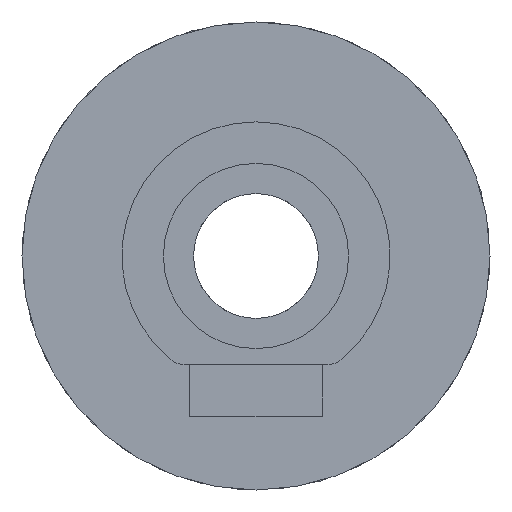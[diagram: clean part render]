
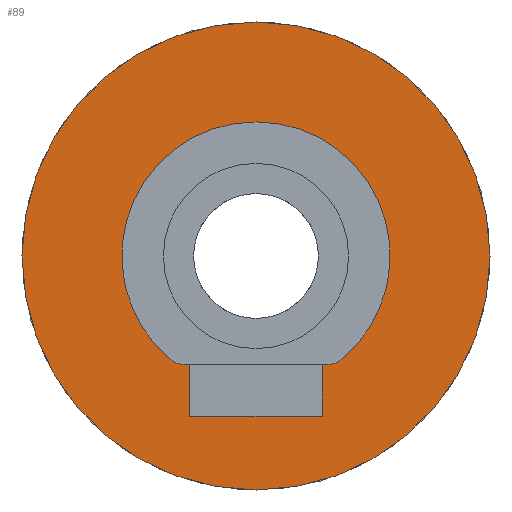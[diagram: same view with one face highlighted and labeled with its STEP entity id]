
A CAD part, front view. The second image highlights one B-rep face of the part: STEP entity #89.
In plain terms, the highlighted planar face has unit normal (0, -1, 0).
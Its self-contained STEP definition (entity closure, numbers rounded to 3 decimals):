
#20 = VERTEX_POINT ( 'NONE', #1208 ) ;
#27 = VERTEX_POINT ( 'NONE', #255 ) ;
#35 = EDGE_CURVE ( 'NONE', #20, #1302, #817, .T. ) ;
#40 = VERTEX_POINT ( 'NONE', #784 ) ;
#41 = CARTESIAN_POINT ( 'NONE',  ( -6.923, 0., -8.419 ) ) ;
#61 = PLANE ( 'NONE',  #1331 ) ;
#64 = DIRECTION ( 'NONE',  ( 0., -1., 0. ) ) ;
#73 = DIRECTION ( 'NONE',  ( 0., 0., -1. ) ) ;
#89 = ADVANCED_FACE ( 'NONE', ( #961, #1130 ), #61, .F. ) ;
#143 = DIRECTION ( 'NONE',  ( 0., -1., 0. ) ) ;
#154 = EDGE_CURVE ( 'NONE', #785, #619, #755, .T. ) ;
#170 = CARTESIAN_POINT ( 'NONE',  ( 0., 0., 0. ) ) ;
#180 = ORIENTED_EDGE ( 'NONE', *, *, #670, .F. ) ;
#199 = ORIENTED_EDGE ( 'NONE', *, *, #460, .F. ) ;
#209 = CARTESIAN_POINT ( 'NONE',  ( -6.347, 0., -10.419 ) ) ;
#233 = ORIENTED_EDGE ( 'NONE', *, *, #553, .F. ) ;
#239 = CARTESIAN_POINT ( 'NONE',  ( 6.347, 0., -15.419 ) ) ;
#251 = AXIS2_PLACEMENT_3D ( 'NONE', #856, #438, #529 ) ;
#255 = CARTESIAN_POINT ( 'NONE',  ( 0., 0., -22.5 ) ) ;
#257 = VECTOR ( 'NONE', #1248, 1000. ) ;
#262 = VERTEX_POINT ( 'NONE', #301 ) ;
#271 = CIRCLE ( 'NONE', #1370, 2. ) ;
#275 = EDGE_CURVE ( 'NONE', #1302, #785, #466, .T. ) ;
#301 = CARTESIAN_POINT ( 'NONE',  ( -6.347, 0., -10.419 ) ) ;
#328 = DIRECTION ( 'NONE',  ( 0., 0., -1. ) ) ;
#338 = VECTOR ( 'NONE', #695, 1000. ) ;
#342 = EDGE_CURVE ( 'NONE', #1174, #262, #1063, .T. ) ;
#370 = CARTESIAN_POINT ( 'NONE',  ( 6.923, 0., -10.419 ) ) ;
#402 = DIRECTION ( 'NONE',  ( 0., -1., 0. ) ) ;
#405 = ORIENTED_EDGE ( 'NONE', *, *, #1367, .F. ) ;
#434 = VECTOR ( 'NONE', #473, 1000. ) ;
#435 = CARTESIAN_POINT ( 'NONE',  ( -8.193, 0., -9.964 ) ) ;
#438 = DIRECTION ( 'NONE',  ( 0., -1., 0. ) ) ;
#442 = CARTESIAN_POINT ( 'NONE',  ( -6.923, 0., -10.419 ) ) ;
#460 = EDGE_CURVE ( 'NONE', #619, #977, #1009, .T. ) ;
#466 = LINE ( 'NONE', #709, #257 ) ;
#473 = DIRECTION ( 'NONE',  ( 1., 0., 0. ) ) ;
#493 = ORIENTED_EDGE ( 'NONE', *, *, #35, .F. ) ;
#505 = VERTEX_POINT ( 'NONE', #435 ) ;
#529 = DIRECTION ( 'NONE',  ( 0., 0., -1. ) ) ;
#545 = AXIS2_PLACEMENT_3D ( 'NONE', #550, #64, #1334 ) ;
#550 = CARTESIAN_POINT ( 'NONE',  ( 0., 0., 0. ) ) ;
#553 = EDGE_CURVE ( 'NONE', #977, #580, #1199, .T. ) ;
#566 = DIRECTION ( 'NONE',  ( 0., 1., 0. ) ) ;
#572 = CIRCLE ( 'NONE', #1344, 22.5 ) ;
#580 = VERTEX_POINT ( 'NONE', #1287 ) ;
#594 = EDGE_CURVE ( 'NONE', #262, #20, #1217, .T. ) ;
#611 = DIRECTION ( 'NONE',  ( 1., 0., 0. ) ) ;
#617 = ORIENTED_EDGE ( 'NONE', *, *, #1035, .T. ) ;
#619 = VERTEX_POINT ( 'NONE', #370 ) ;
#628 = CIRCLE ( 'NONE', #806, 22.5 ) ;
#669 = ORIENTED_EDGE ( 'NONE', *, *, #926, .T. ) ;
#670 = EDGE_CURVE ( 'NONE', #580, #505, #1310, .T. ) ;
#695 = DIRECTION ( 'NONE',  ( 1., 0., 0. ) ) ;
#709 = CARTESIAN_POINT ( 'NONE',  ( 6.347, 0., 0. ) ) ;
#713 = CARTESIAN_POINT ( 'NONE',  ( 6.347, 0., -10.419 ) ) ;
#750 = CARTESIAN_POINT ( 'NONE',  ( 6.923, 0., -8.419 ) ) ;
#755 = LINE ( 'NONE', #819, #338 ) ;
#756 = DIRECTION ( 'NONE',  ( 0., -1., 0. ) ) ;
#784 = CARTESIAN_POINT ( 'NONE',  ( 0., 0., 22.5 ) ) ;
#785 = VERTEX_POINT ( 'NONE', #713 ) ;
#787 = ORIENTED_EDGE ( 'NONE', *, *, #594, .F. ) ;
#806 = AXIS2_PLACEMENT_3D ( 'NONE', #908, #1245, #73 ) ;
#817 = LINE ( 'NONE', #1204, #434 ) ;
#819 = CARTESIAN_POINT ( 'NONE',  ( -6.347, 0., -10.419 ) ) ;
#820 = ORIENTED_EDGE ( 'NONE', *, *, #342, .F. ) ;
#825 = CARTESIAN_POINT ( 'NONE',  ( 8.193, 0., -9.964 ) ) ;
#838 = AXIS2_PLACEMENT_3D ( 'NONE', #750, #756, #1055 ) ;
#856 = CARTESIAN_POINT ( 'NONE',  ( 0., 0., 0. ) ) ;
#875 = VECTOR ( 'NONE', #611, 1000. ) ;
#894 = EDGE_LOOP ( 'NONE', ( #669, #617 ) ) ;
#908 = CARTESIAN_POINT ( 'NONE',  ( 0., 0., 0. ) ) ;
#916 = EDGE_LOOP ( 'NONE', ( #820, #405, #180, #233, #199, #953, #935, #493, #787 ) ) ;
#926 = EDGE_CURVE ( 'NONE', #27, #40, #628, .T. ) ;
#935 = ORIENTED_EDGE ( 'NONE', *, *, #275, .F. ) ;
#953 = ORIENTED_EDGE ( 'NONE', *, *, #154, .F. ) ;
#961 = FACE_BOUND ( 'NONE', #916, .T. ) ;
#977 = VERTEX_POINT ( 'NONE', #825 ) ;
#1009 = CIRCLE ( 'NONE', #838, 2. ) ;
#1035 = EDGE_CURVE ( 'NONE', #40, #27, #572, .T. ) ;
#1055 = DIRECTION ( 'NONE',  ( 0., 0., 1. ) ) ;
#1058 = CARTESIAN_POINT ( 'NONE',  ( -6.347, 0., 0. ) ) ;
#1063 = LINE ( 'NONE', #209, #875 ) ;
#1095 = DIRECTION ( 'NONE',  ( 0., 0., 1. ) ) ;
#1130 = FACE_OUTER_BOUND ( 'NONE', #894, .T. ) ;
#1174 = VERTEX_POINT ( 'NONE', #442 ) ;
#1199 = CIRCLE ( 'NONE', #251, 12.9 ) ;
#1204 = CARTESIAN_POINT ( 'NONE',  ( 0., 0., -15.419 ) ) ;
#1208 = CARTESIAN_POINT ( 'NONE',  ( -6.347, 0., -15.419 ) ) ;
#1217 = LINE ( 'NONE', #1058, #1275 ) ;
#1245 = DIRECTION ( 'NONE',  ( 0., -1., 0. ) ) ;
#1248 = DIRECTION ( 'NONE',  ( 0., 0., 1. ) ) ;
#1275 = VECTOR ( 'NONE', #328, 1000. ) ;
#1280 = CARTESIAN_POINT ( 'NONE',  ( 0., 0., 0. ) ) ;
#1287 = CARTESIAN_POINT ( 'NONE',  ( 0., 0., 12.9 ) ) ;
#1302 = VERTEX_POINT ( 'NONE', #239 ) ;
#1310 = CIRCLE ( 'NONE', #545, 12.9 ) ;
#1325 = DIRECTION ( 'NONE',  ( 0., 0., 1. ) ) ;
#1331 = AXIS2_PLACEMENT_3D ( 'NONE', #170, #566, #1325 ) ;
#1334 = DIRECTION ( 'NONE',  ( 0., 0., -1. ) ) ;
#1344 = AXIS2_PLACEMENT_3D ( 'NONE', #1280, #402, #1368 ) ;
#1367 = EDGE_CURVE ( 'NONE', #505, #1174, #271, .T. ) ;
#1368 = DIRECTION ( 'NONE',  ( 0., 0., -1. ) ) ;
#1370 = AXIS2_PLACEMENT_3D ( 'NONE', #41, #143, #1095 ) ;
